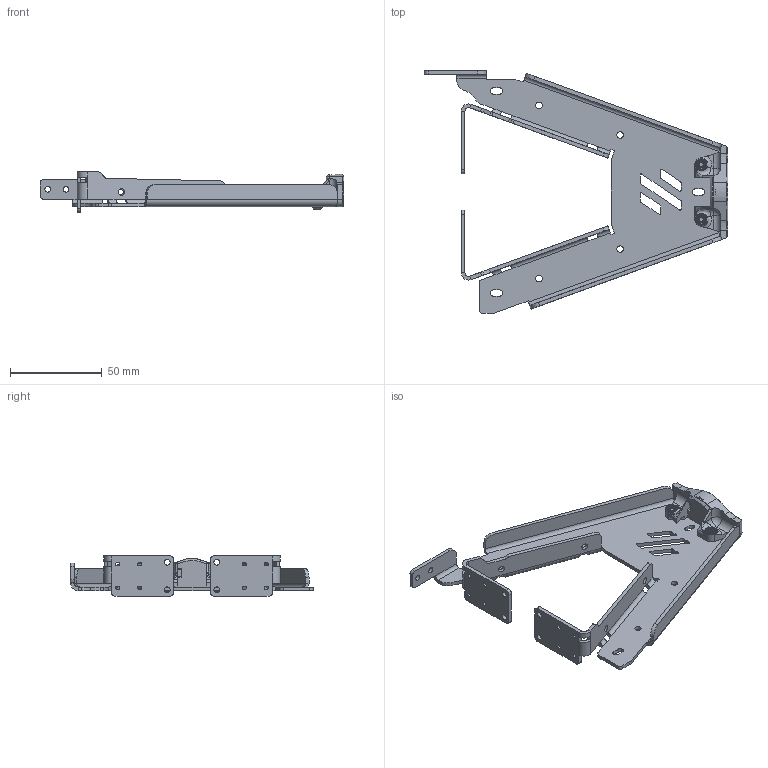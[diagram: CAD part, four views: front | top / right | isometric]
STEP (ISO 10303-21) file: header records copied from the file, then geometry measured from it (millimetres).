
FILE_DESCRIPTION(/* description */ (''),/* implementation_level */ '2;1');
FILE_NAME(/* name */ 'kirigami_front.step',/* time_stamp */ '2023-08-07T21:08:29+02:00',/* author */ (''),/* organization */ (''),/* preprocessor_version */ 'ST-DEVELOPER v20',/* originating_system */ 'Autodesk Translation Framework v12.9.0.99',/* authorisation */ '');
FILE_SCHEMA (('AUTOMOTIVE_DESIGN { 1 0 10303 214 3 1 1 }'));
Length unit declared in the file: millimetre
Products named in the file (14): (Nicht gespeichert); kirigami; kiri_front; lid; WS2812; front; diff (1); hardware (2) (1); M3 Threaded Insert (9); M3 Threaded Insert (1)^VORON Clockwork_X Carriage673029 (1) (8) (1); M3 Threaded Insert (10); M3 Threaded Insert (1)^VORON Clockwork_X Carriage673029 (1) (9) (1); m3x6 (5) (1); m3x6 (4) (1)
Assembly tree (13 placements, depth 6):
  (Nicht gespeichert)
    kirigami
      kiri_front
        lid
        WS2812
        front
        diff (1)
        hardware (2) (1)
          M3 Threaded Insert (9)
            M3 Threaded Insert (1)^VORON Clockwork_X Carriage673029 (1) (8) (1)
          M3 Threaded Insert (10)
            M3 Threaded Insert (1)^VORON Clockwork_X Carriage673029 (1) (9) (1)
          m3x6 (5) (1)
          m3x6 (4) (1)
Bounding box: 165.1 x 132 x 22 mm (x, y, z)
Volume: 32484.4 mm3; surface area: 35917.9 mm2
Topology: 10 solids, 10 shells, 785 faces, 2097 edges, 1337 vertices
Faces by surface type: plane 361, cylinder 210, bspline 176, cone 29, torus 5, sphere 4
Full cylindrical faces by diameter (mm): 1.146 x1, 2.1 x8, 2.9 x2, 3 x2, 3.1 x8, 3.5 x10, 4.2 x2, 4.25 x2, 4.6 x2, 4.7 x2, 5.7 x2, 10 x1
Entity records: 32650 total; most frequent: CARTESIAN_POINT 13120, ORIENTED_EDGE 4188, DIRECTION 3726, EDGE_CURVE 2094, VERTEX_POINT 1337, AXIS2_PLACEMENT_3D 1334, LINE 1058, VECTOR 1058
